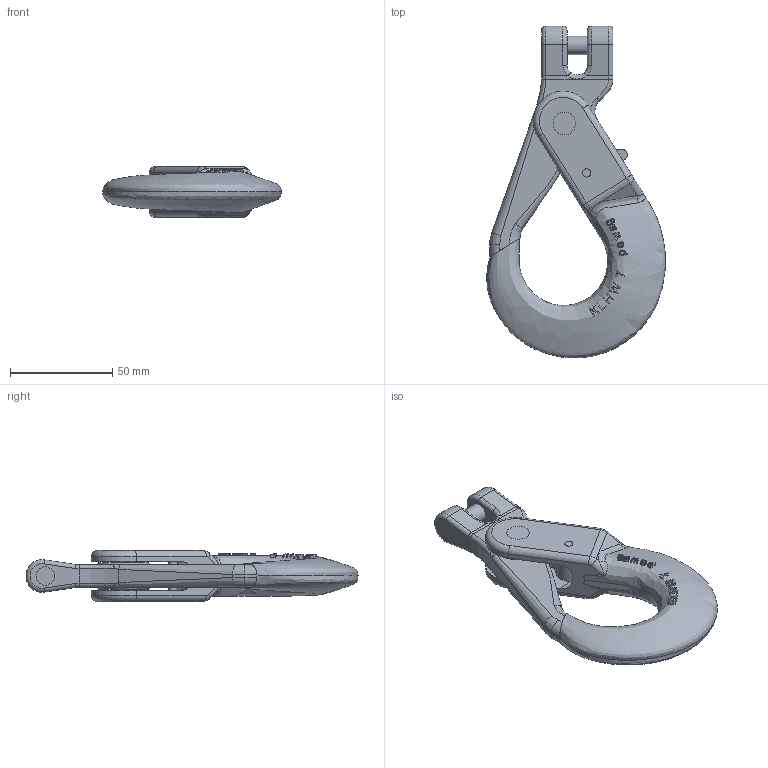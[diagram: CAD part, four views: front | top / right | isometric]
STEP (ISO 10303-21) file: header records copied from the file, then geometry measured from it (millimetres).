
FILE_DESCRIPTION(/* description */ (''),/* implementation_level */ '2;1');
FILE_NAME(/* name */ 'pewag_KLHW_7',/* time_stamp */ '2010-02-04T10:06:18+01:00',/* author */ (''),/* organization */ (''),/* preprocessor_version */ 'ST-DEVELOPER v9',/* originating_system */ 'UGS - NX 4.0',/* authorisation */ '');
FILE_SCHEMA (('AUTOMOTIVE_DESIGN { 1 0 10303 214 1 1 1 1 }'));
Length unit declared in the file: millimetre
Products named in the file (1): rit613Eaz5m
Bounding box: 87.58 x 162.73 x 25 mm (x, y, z)
Volume: 104362.8 mm3; surface area: 31895.1 mm2
Topology: 6 solids, 6 shells, 321 faces, 817 edges, 521 vertices
Faces by surface type: plane 120, extrusion 69, cylinder 60, bspline 50, torus 20, sphere 2
Full cylindrical faces by diameter (mm): 4 x3, 5.4 x1, 9 x3, 11 x4
Entity records: 21080 total; most frequent: CARTESIAN_POINT 14169, ORIENTED_EDGE 1594, DIRECTION 1052, EDGE_CURVE 797, VERTEX_POINT 516, B_SPLINE_CURVE_WITH_KNOTS 422, EDGE_LOOP 365, AXIS2_PLACEMENT_3D 358
